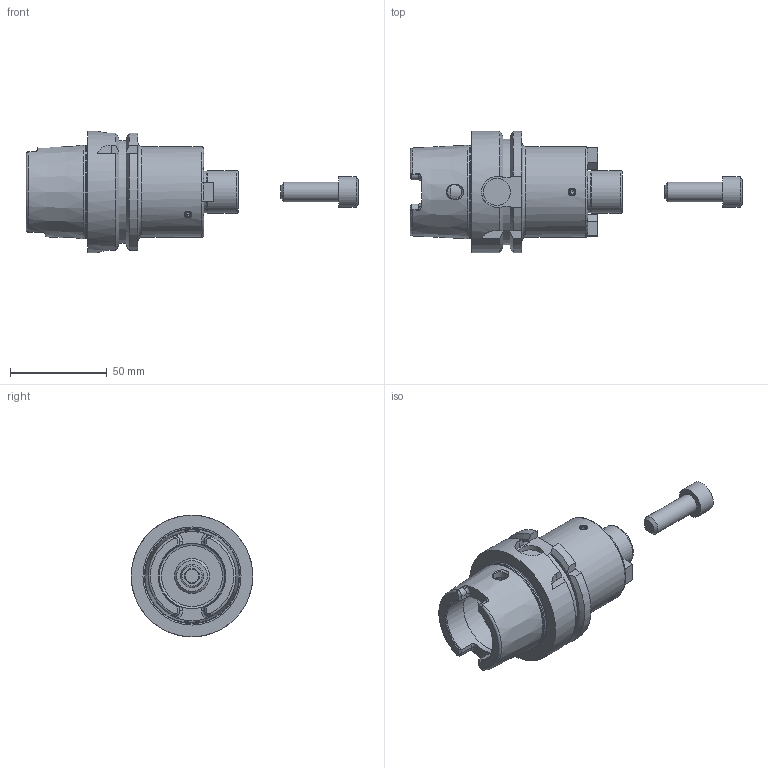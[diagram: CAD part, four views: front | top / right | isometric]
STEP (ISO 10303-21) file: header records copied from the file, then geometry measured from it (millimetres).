
FILE_DESCRIPTION((''),'2;1');
FILE_NAME('535015622060-3D.stp','2020-04-29T11:58:50',('nttooll'),(''),'Autodesk Inventor 2012','Autodesk Inventor 2012','');
FILE_SCHEMA(('AUTOMOTIVE_DESIGN { 1 0 10303 214 1 1 1 1 }'));
Length unit declared in the file: millimetre
Products named in the file (1): 535015622060-3D
Bounding box: 172 x 63 x 63 mm (x, y, z)
Volume: 151228.3 mm3; surface area: 34767.1 mm2
Topology: 2 solids, 5 shells, 217 faces, 532 edges, 332 vertices
Faces by surface type: plane 76, cylinder 63, cone 54, torus 18, sphere 6
Full cylindrical faces by diameter (mm): 2.309 x3, 2.5 x6, 3 x3, 3.4 x3, 4 x6, 7.5 x2, 8 x1, 8.7 x1, 9.238 x1, 10 x2, 10.5 x1, 11.3 x1, 12 x1, 14 x1, 16 x1, 18 x1, 21.6 x1, 22 x1, 34 x1, 34.5 x1, 40 x1, 47 x1, 48 x1, 63 x1
Entity records: 6361 total; most frequent: CARTESIAN_POINT 1788, DIRECTION 948, ORIENTED_EDGE 836, EDGE_CURVE 418, AXIS2_PLACEMENT_3D 402, EDGE_LOOP 324, VERTEX_POINT 303, FACE_OUTER_BOUND 217
